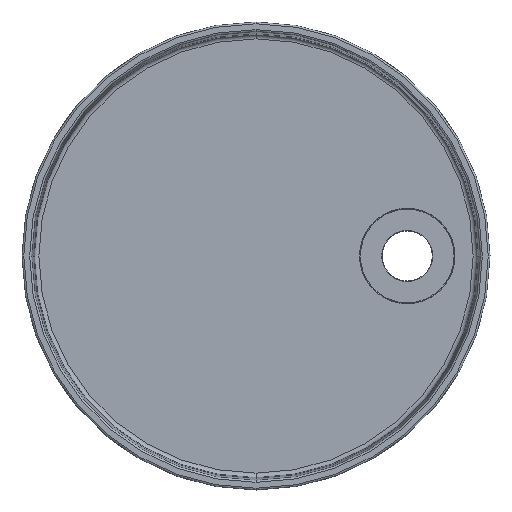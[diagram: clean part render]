
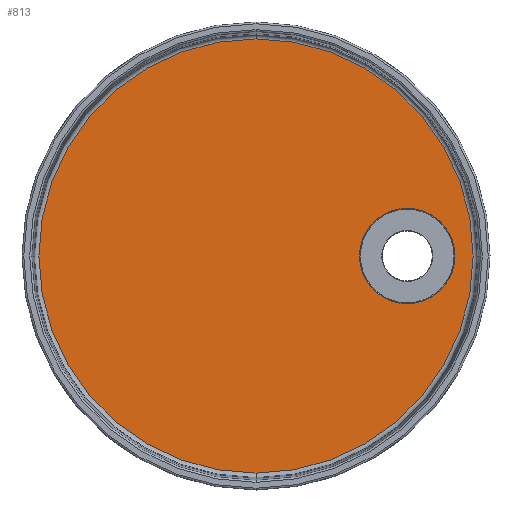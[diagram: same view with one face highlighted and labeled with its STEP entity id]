
A CAD part, front view. The second image highlights one B-rep face of the part: STEP entity #813.
In plain terms, the highlighted planar face has unit normal (0, -1, 0).
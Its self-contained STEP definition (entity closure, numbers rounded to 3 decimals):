
#2 = EDGE_LOOP ( 'NONE', ( #502, #510 ) ) ;
#8 = CARTESIAN_POINT ( 'NONE',  ( 16.8, 9.25, 0. ) ) ;
#10 = CIRCLE ( 'NONE', #659, 24.119 ) ;
#44 = CARTESIAN_POINT ( 'NONE',  ( 16.8, 9.25, -5.3 ) ) ;
#50 = CIRCLE ( 'NONE', #359, 24.119 ) ;
#60 = DIRECTION ( 'NONE',  ( 0., 1., 0. ) ) ;
#68 = VERTEX_POINT ( 'NONE', #760 ) ;
#75 = AXIS2_PLACEMENT_3D ( 'NONE', #552, #534, #779 ) ;
#183 = CARTESIAN_POINT ( 'NONE',  ( 16.8, 9.25, 5.3 ) ) ;
#184 = FACE_BOUND ( 'NONE', #2, .T. ) ;
#190 = AXIS2_PLACEMENT_3D ( 'NONE', #594, #599, #600 ) ;
#257 = CIRCLE ( 'NONE', #190, 5.3 ) ;
#280 = VERTEX_POINT ( 'NONE', #183 ) ;
#338 = CARTESIAN_POINT ( 'NONE',  ( 0., 9.25, 0. ) ) ;
#341 = DIRECTION ( 'NONE',  ( 0., 1., 0. ) ) ;
#343 = DIRECTION ( 'NONE',  ( 0., 0., 1. ) ) ;
#348 = CARTESIAN_POINT ( 'NONE',  ( 0., 9.25, 0. ) ) ;
#359 = AXIS2_PLACEMENT_3D ( 'NONE', #338, #341, #343 ) ;
#381 = EDGE_CURVE ( 'NONE', #695, #68, #50, .T. ) ;
#388 = CIRCLE ( 'NONE', #424, 5.3 ) ;
#407 = ORIENTED_EDGE ( 'NONE', *, *, #381, .F. ) ;
#424 = AXIS2_PLACEMENT_3D ( 'NONE', #8, #697, #694 ) ;
#457 = CARTESIAN_POINT ( 'NONE',  ( 0., 9.25, -24.119 ) ) ;
#502 = ORIENTED_EDGE ( 'NONE', *, *, #624, .T. ) ;
#509 = FACE_OUTER_BOUND ( 'NONE', #828, .T. ) ;
#510 = ORIENTED_EDGE ( 'NONE', *, *, #568, .T. ) ;
#534 = DIRECTION ( 'NONE',  ( 0., -1., 0. ) ) ;
#552 = CARTESIAN_POINT ( 'NONE',  ( -24.119, 9.25, 0. ) ) ;
#568 = EDGE_CURVE ( 'NONE', #280, #821, #257, .T. ) ;
#594 = CARTESIAN_POINT ( 'NONE',  ( 16.8, 9.25, 0. ) ) ;
#599 = DIRECTION ( 'NONE',  ( 0., 1., 0. ) ) ;
#600 = DIRECTION ( 'NONE',  ( 0., 0., -1. ) ) ;
#624 = EDGE_CURVE ( 'NONE', #821, #280, #388, .T. ) ;
#659 = AXIS2_PLACEMENT_3D ( 'NONE', #348, #60, #799 ) ;
#694 = DIRECTION ( 'NONE',  ( 0., 0., -1. ) ) ;
#695 = VERTEX_POINT ( 'NONE', #457 ) ;
#697 = DIRECTION ( 'NONE',  ( 0., 1., 0. ) ) ;
#716 = ORIENTED_EDGE ( 'NONE', *, *, #786, .F. ) ;
#760 = CARTESIAN_POINT ( 'NONE',  ( 0., 9.25, 24.119 ) ) ;
#779 = DIRECTION ( 'NONE',  ( 0., 0., -1. ) ) ;
#785 = PLANE ( 'NONE',  #75 ) ;
#786 = EDGE_CURVE ( 'NONE', #68, #695, #10, .T. ) ;
#799 = DIRECTION ( 'NONE',  ( 0., 0., 1. ) ) ;
#813 = ADVANCED_FACE ( 'NONE', ( #184, #509 ), #785, .T. ) ;
#821 = VERTEX_POINT ( 'NONE', #44 ) ;
#828 = EDGE_LOOP ( 'NONE', ( #716, #407 ) ) ;
